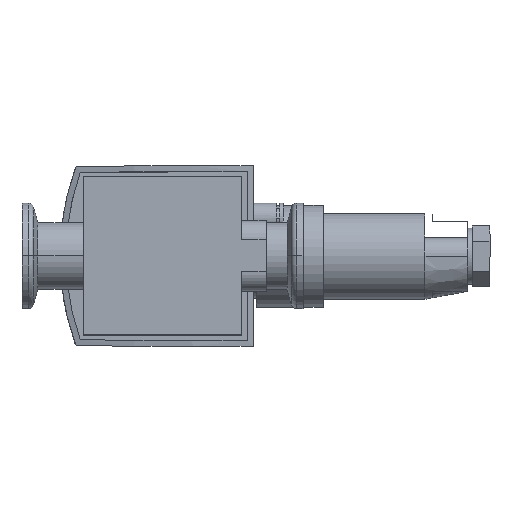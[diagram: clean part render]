
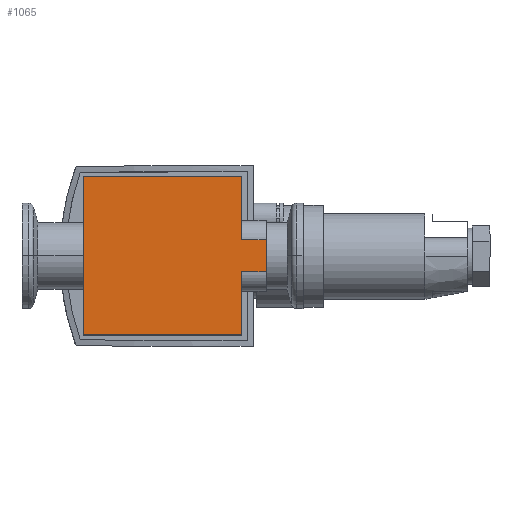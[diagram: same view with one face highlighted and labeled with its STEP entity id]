
A CAD part, top view. The second image highlights one B-rep face of the part: STEP entity #1065.
In plain terms, the highlighted planar face has unit normal (0, 0, 1).
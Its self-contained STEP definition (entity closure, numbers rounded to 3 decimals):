
#163 = CARTESIAN_POINT ( 'NONE',  ( 22.5, -22.5, 20. ) ) ;
#382 = VECTOR ( 'NONE', #792, 1000. ) ;
#550 = CARTESIAN_POINT ( 'NONE',  ( 0., 0., 20. ) ) ;
#580 = ORIENTED_EDGE ( 'NONE', *, *, #2386, .F. ) ;
#640 = VERTEX_POINT ( 'NONE', #5293 ) ;
#646 = VERTEX_POINT ( 'NONE', #1970 ) ;
#668 = EDGE_LOOP ( 'NONE', ( #3023, #2560, #580, #804, #5229, #4780, #5977, #6115 ) ) ;
#754 = VERTEX_POINT ( 'NONE', #163 ) ;
#792 = DIRECTION ( 'NONE',  ( 0., -1., 0. ) ) ;
#804 = ORIENTED_EDGE ( 'NONE', *, *, #4046, .F. ) ;
#1063 = CARTESIAN_POINT ( 'NONE',  ( 29.5, 0., 20. ) ) ;
#1065 = ADVANCED_FACE ( 'NONE', ( #1640 ), #5737, .T. ) ;
#1302 = CARTESIAN_POINT ( 'NONE',  ( 22.5, 22.5, 20. ) ) ;
#1433 = LINE ( 'NONE', #1916, #2540 ) ;
#1569 = LINE ( 'NONE', #2100, #5198 ) ;
#1640 = FACE_OUTER_BOUND ( 'NONE', #668, .T. ) ;
#1659 = DIRECTION ( 'NONE',  ( 0., 0., 1. ) ) ;
#1698 = CARTESIAN_POINT ( 'NONE',  ( 22.5, 4.5, 20. ) ) ;
#1774 = CARTESIAN_POINT ( 'NONE',  ( -22.5, -22.5, 20. ) ) ;
#1916 = CARTESIAN_POINT ( 'NONE',  ( 22.5, 22.5, 20. ) ) ;
#1964 = CARTESIAN_POINT ( 'NONE',  ( 0., 4.5, 20. ) ) ;
#1970 = CARTESIAN_POINT ( 'NONE',  ( -22.5, -22.5, 20. ) ) ;
#1974 = CARTESIAN_POINT ( 'NONE',  ( 22.5, 22.5, 20. ) ) ;
#2100 = CARTESIAN_POINT ( 'NONE',  ( 22.5, -22.5, 20. ) ) ;
#2325 = LINE ( 'NONE', #1964, #4828 ) ;
#2332 = CARTESIAN_POINT ( 'NONE',  ( 0., -4.5, 20. ) ) ;
#2368 = VERTEX_POINT ( 'NONE', #3174 ) ;
#2386 = EDGE_CURVE ( 'NONE', #4697, #4189, #5561, .T. ) ;
#2540 = VECTOR ( 'NONE', #2884, 1000. ) ;
#2560 = ORIENTED_EDGE ( 'NONE', *, *, #3835, .T. ) ;
#2585 = DIRECTION ( 'NONE',  ( 1., 0., 0. ) ) ;
#2625 = CARTESIAN_POINT ( 'NONE',  ( 22.5, -4.5, 20. ) ) ;
#2679 = CARTESIAN_POINT ( 'NONE',  ( 29.5, 4.5, 20. ) ) ;
#2693 = VECTOR ( 'NONE', #2585, 1000. ) ;
#2884 = DIRECTION ( 'NONE',  ( 0., -1., 0. ) ) ;
#3023 = ORIENTED_EDGE ( 'NONE', *, *, #3220, .T. ) ;
#3174 = CARTESIAN_POINT ( 'NONE',  ( -22.5, 22.5, 20. ) ) ;
#3220 = EDGE_CURVE ( 'NONE', #640, #3720, #3327, .T. ) ;
#3327 = LINE ( 'NONE', #1063, #5692 ) ;
#3641 = VECTOR ( 'NONE', #4796, 1000. ) ;
#3720 = VERTEX_POINT ( 'NONE', #2679 ) ;
#3835 = EDGE_CURVE ( 'NONE', #3720, #4189, #2325, .T. ) ;
#3939 = DIRECTION ( 'NONE',  ( 0., 1., 0. ) ) ;
#3948 = LINE ( 'NONE', #4463, #2693 ) ;
#3950 = LINE ( 'NONE', #2332, #3641 ) ;
#4017 = VECTOR ( 'NONE', #4607, 1000. ) ;
#4046 = EDGE_CURVE ( 'NONE', #2368, #4697, #3948, .T. ) ;
#4160 = LINE ( 'NONE', #1774, #4017 ) ;
#4189 = VERTEX_POINT ( 'NONE', #1698 ) ;
#4242 = EDGE_CURVE ( 'NONE', #646, #2368, #4160, .T. ) ;
#4407 = EDGE_CURVE ( 'NONE', #5685, #754, #1433, .T. ) ;
#4463 = CARTESIAN_POINT ( 'NONE',  ( -22.5, 22.5, 20. ) ) ;
#4541 = AXIS2_PLACEMENT_3D ( 'NONE', #550, #1659, #4959 ) ;
#4607 = DIRECTION ( 'NONE',  ( 0., 1., 0. ) ) ;
#4697 = VERTEX_POINT ( 'NONE', #1974 ) ;
#4780 = ORIENTED_EDGE ( 'NONE', *, *, #4838, .F. ) ;
#4792 = DIRECTION ( 'NONE',  ( -1., 0., 0. ) ) ;
#4796 = DIRECTION ( 'NONE',  ( 1., 0., 0. ) ) ;
#4828 = VECTOR ( 'NONE', #4792, 1000. ) ;
#4838 = EDGE_CURVE ( 'NONE', #754, #646, #1569, .T. ) ;
#4925 = DIRECTION ( 'NONE',  ( -1., 0., 0. ) ) ;
#4959 = DIRECTION ( 'NONE',  ( 1., 0., 0. ) ) ;
#5198 = VECTOR ( 'NONE', #4925, 1000. ) ;
#5229 = ORIENTED_EDGE ( 'NONE', *, *, #4242, .F. ) ;
#5293 = CARTESIAN_POINT ( 'NONE',  ( 29.5, -4.5, 20. ) ) ;
#5484 = EDGE_CURVE ( 'NONE', #5685, #640, #3950, .T. ) ;
#5561 = LINE ( 'NONE', #1302, #382 ) ;
#5685 = VERTEX_POINT ( 'NONE', #2625 ) ;
#5692 = VECTOR ( 'NONE', #3939, 1000. ) ;
#5737 = PLANE ( 'NONE',  #4541 ) ;
#5977 = ORIENTED_EDGE ( 'NONE', *, *, #4407, .F. ) ;
#6115 = ORIENTED_EDGE ( 'NONE', *, *, #5484, .T. ) ;
